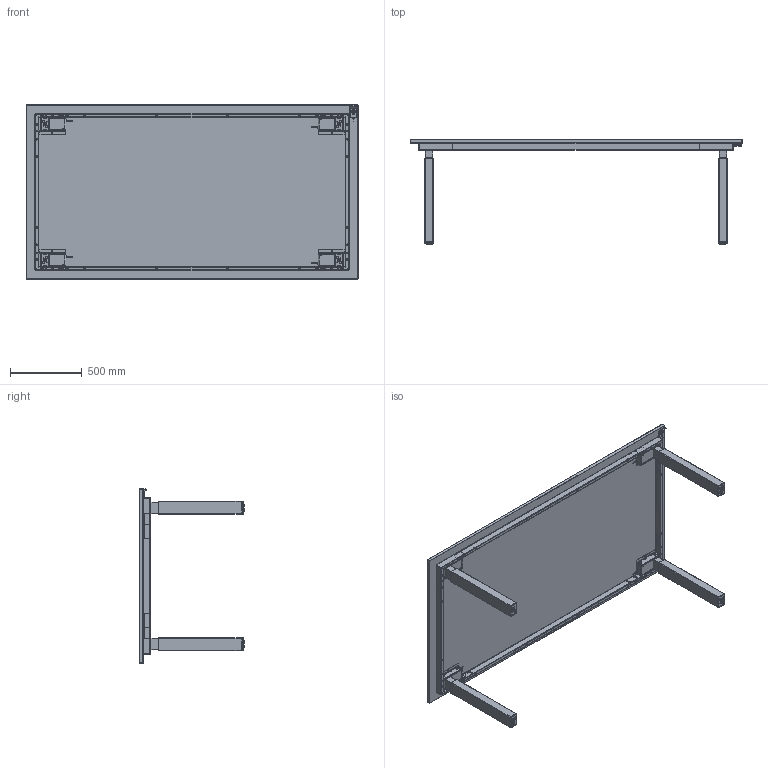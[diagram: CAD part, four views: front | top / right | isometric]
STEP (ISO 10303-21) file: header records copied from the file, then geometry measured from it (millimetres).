
FILE_DESCRIPTION (( 'STEP AP203' ), '1' );
FILE_NAME ('NARROW-WIDE DOWN 2315 - HIGH END by Swedstyle_564000XXG-1.STEP', '2021-03-09T07:43:32', ( '' ), ( '' ), 'SwSTEP 2.0', 'SolidWorks 2019', '' );
FILE_SCHEMA (( 'CONFIG_CONTROL_DESIGN' ));
Length unit declared in the file: millimetre
Products named in the file (3): Skiva inkl. bordskontroll - Narrow-Wide Down 2315 HIGH END; NARROW-WIDE DOWN 2315 - HIGH END by Swedstyle_564000XXG-1; Narrow Wide Down 2315, +50mm, exkl. skiva - HIGH END
Assembly tree (2 placements, depth 2):
  NARROW-WIDE DOWN 2315 - HIGH END by Swedstyle_564000XXG-1
    Narrow Wide Down 2315, +50mm, exkl. skiva - HIGH END
    Skiva inkl. bordskontroll - Narrow-Wide Down 2315 HIGH END
Bounding box: 2315 x 727.6 x 1215 mm (x, y, z)
Surface area: 8566771.2 mm2 (no closed solid volume)
Topology: 0 solids, 267 shells, 1207 faces, 5712 edges, 4666 vertices
Faces by surface type: plane 579, cylinder 448, sphere 82, torus 47, cone 36, bspline 15
Entity records: 59512 total; most frequent: CARTESIAN_POINT 13176, DIRECTION 10105, ORIENTED_EDGE 7370, EDGE_CURVE 5688, VERTEX_POINT 4666, AXIS2_PLACEMENT_3D 3487, VECTOR 3131, LINE 3131
